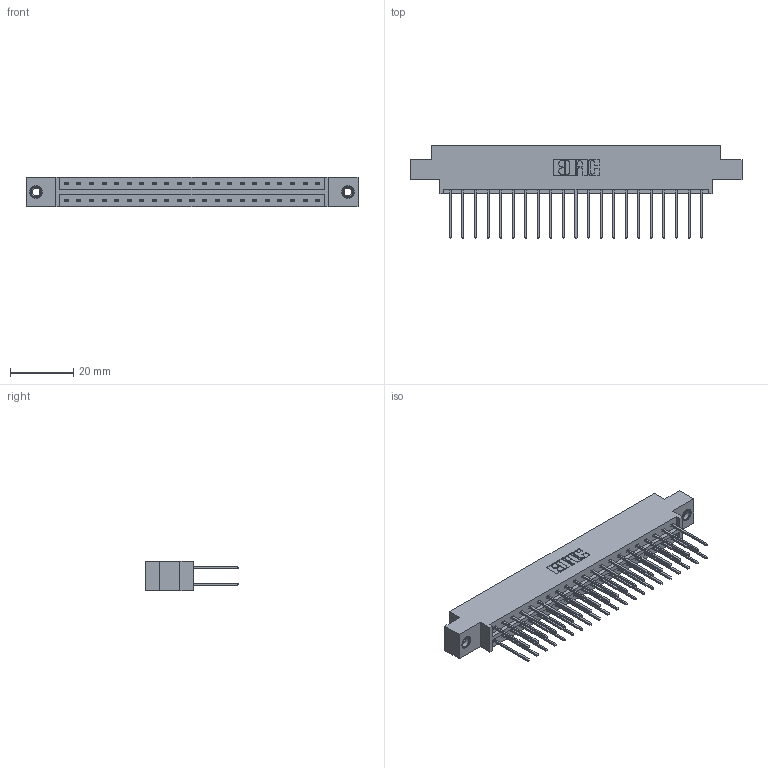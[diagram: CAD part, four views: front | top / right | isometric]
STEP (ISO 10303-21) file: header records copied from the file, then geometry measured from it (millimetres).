
FILE_DESCRIPTION (( 'STEP AP203' ), '1' );
FILE_NAME ('833-042-540-807.STEP', '2020-06-03T21:21:56', ( '' ), ( '' ), 'SwSTEP 2.0', 'SolidWorks 2020', '' );
FILE_SCHEMA (( 'CONFIG_CONTROL_DESIGN' ));
Length unit declared in the file: inch
Products named in the file (4): 345-250-001_345-250-005-103; 833-042-540-807; 345-292-001_345-293-140; 833 Part_Offset - .156 Dia - TI
Assembly tree (45 placements, depth 2):
  833-042-540-807
    833 Part_Offset - .156 Dia - TI
    345-292-001_345-293-140  x42
    345-250-001_345-250-005-103  x2
Bounding box: 104.75 x 29.47 x 9.4 mm (x, y, z)
Volume: 10415.9 mm3; surface area: 13125.1 mm2
Topology: 45 solids, 45 shells, 2362 faces, 6969 edges, 4582 vertices
Faces by surface type: plane 1618, cylinder 728, cone 12, torus 4
Entity records: 17562 total; most frequent: CARTESIAN_POINT 2921, ORIENTED_EDGE 2850, DIRECTION 2563, EDGE_CURVE 1425, LINE 1277, VECTOR 1277, VERTEX_POINT 944, AXIS2_PLACEMENT_3D 643
